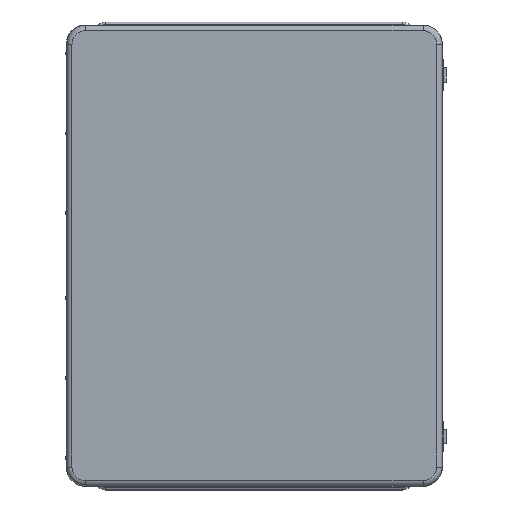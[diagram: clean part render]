
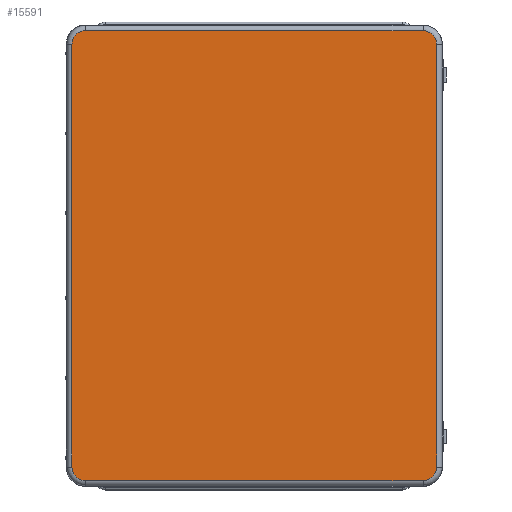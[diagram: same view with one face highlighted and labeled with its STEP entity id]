
A CAD part, top view. The second image highlights one B-rep face of the part: STEP entity #15591.
In plain terms, the highlighted planar face has unit normal (0, 0, 1).
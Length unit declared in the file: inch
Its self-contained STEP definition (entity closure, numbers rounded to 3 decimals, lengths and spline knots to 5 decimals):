
#579=LINE('',#25165,#1840);
#581=LINE('',#25185,#1842);
#584=LINE('',#25192,#1845);
#586=LINE('',#25207,#1847);
#1840=VECTOR('',#19473,15.87027);
#1842=VECTOR('',#19497,19.87027);
#1845=VECTOR('',#19504,19.87027);
#1847=VECTOR('',#19524,15.87027);
#3003=PLANE('',#16975);
#4509=FACE_OUTER_BOUND('',#5503,.T.);
#5503=EDGE_LOOP('',(#11972,#11973,#11974,#11975,#11976,#11977,#11978,#11979));
#6740=CIRCLE('',#16950,0.63646);
#6744=CIRCLE('',#16955,0.63646);
#6748=CIRCLE('',#16962,0.63646);
#6752=CIRCLE('',#16967,0.63646);
#7625=VERTEX_POINT('',#25162);
#7626=VERTEX_POINT('',#25164);
#7629=VERTEX_POINT('',#25171);
#7630=VERTEX_POINT('',#25176);
#7633=VERTEX_POINT('',#25183);
#7634=VERTEX_POINT('',#25188);
#7637=VERTEX_POINT('',#25195);
#7638=VERTEX_POINT('',#25200);
#9301=EDGE_CURVE('',#7625,#7626,#579,.T.);
#9305=EDGE_CURVE('',#7629,#7625,#6740,.T.);
#9309=EDGE_CURVE('',#7626,#7630,#6744,.T.);
#9311=EDGE_CURVE('',#7633,#7629,#581,.T.);
#9315=EDGE_CURVE('',#7630,#7634,#584,.T.);
#9317=EDGE_CURVE('',#7637,#7633,#6748,.T.);
#9321=EDGE_CURVE('',#7634,#7638,#6752,.T.);
#9323=EDGE_CURVE('',#7638,#7637,#586,.T.);
#11972=ORIENTED_EDGE('',*,*,#9301,.F.);
#11973=ORIENTED_EDGE('',*,*,#9305,.F.);
#11974=ORIENTED_EDGE('',*,*,#9311,.F.);
#11975=ORIENTED_EDGE('',*,*,#9317,.F.);
#11976=ORIENTED_EDGE('',*,*,#9323,.F.);
#11977=ORIENTED_EDGE('',*,*,#9321,.F.);
#11978=ORIENTED_EDGE('',*,*,#9315,.F.);
#11979=ORIENTED_EDGE('',*,*,#9309,.F.);
#15591=ADVANCED_FACE('',(#4509),#3003,.T.);
#16950=AXIS2_PLACEMENT_3D('',#25173,#19481,#19482);
#16955=AXIS2_PLACEMENT_3D('',#25180,#19491,#19492);
#16962=AXIS2_PLACEMENT_3D('',#25197,#19509,#19510);
#16967=AXIS2_PLACEMENT_3D('',#25204,#19519,#19520);
#16975=AXIS2_PLACEMENT_3D('',#25226,#19544,#19545);
#19473=DIRECTION('',(1.,0.,0.));
#19481=DIRECTION('center_axis',(0.,0.,-1.));
#19482=DIRECTION('ref_axis',(-0.707,0.707,0.));
#19491=DIRECTION('center_axis',(0.,0.,-1.));
#19492=DIRECTION('ref_axis',(0.707,0.707,0.));
#19497=DIRECTION('',(0.,1.,0.));
#19504=DIRECTION('',(0.,-1.,0.));
#19509=DIRECTION('center_axis',(0.,0.,-1.));
#19510=DIRECTION('ref_axis',(-0.707,-0.707,0.));
#19519=DIRECTION('center_axis',(0.,0.,-1.));
#19520=DIRECTION('ref_axis',(0.707,-0.707,0.));
#19524=DIRECTION('',(-1.,0.,0.));
#19544=DIRECTION('center_axis',(0.,0.,1.));
#19545=DIRECTION('ref_axis',(1.,0.,0.));
#25162=CARTESIAN_POINT('',(-7.93514,10.5716,0.8125));
#25164=CARTESIAN_POINT('',(7.93514,10.5716,0.8125));
#25165=CARTESIAN_POINT('',(-7.93514,10.5716,0.8125));
#25171=CARTESIAN_POINT('',(-8.5716,9.93514,0.8125));
#25173=CARTESIAN_POINT('Origin',(-7.93514,9.93514,0.8125));
#25176=CARTESIAN_POINT('',(8.5716,9.93514,0.8125));
#25180=CARTESIAN_POINT('Origin',(7.93514,9.93514,0.8125));
#25183=CARTESIAN_POINT('',(-8.5716,-9.93514,0.8125));
#25185=CARTESIAN_POINT('',(-8.5716,-9.93514,0.8125));
#25188=CARTESIAN_POINT('',(8.5716,-9.93514,0.8125));
#25192=CARTESIAN_POINT('',(8.5716,9.93514,0.8125));
#25195=CARTESIAN_POINT('',(-7.93514,-10.5716,0.8125));
#25197=CARTESIAN_POINT('Origin',(-7.93514,-9.93514,0.8125));
#25200=CARTESIAN_POINT('',(7.93514,-10.5716,0.8125));
#25204=CARTESIAN_POINT('Origin',(7.93514,-9.93514,0.8125));
#25207=CARTESIAN_POINT('',(7.93514,-10.5716,0.8125));
#25226=CARTESIAN_POINT('Origin',(0.,0.,0.8125));
